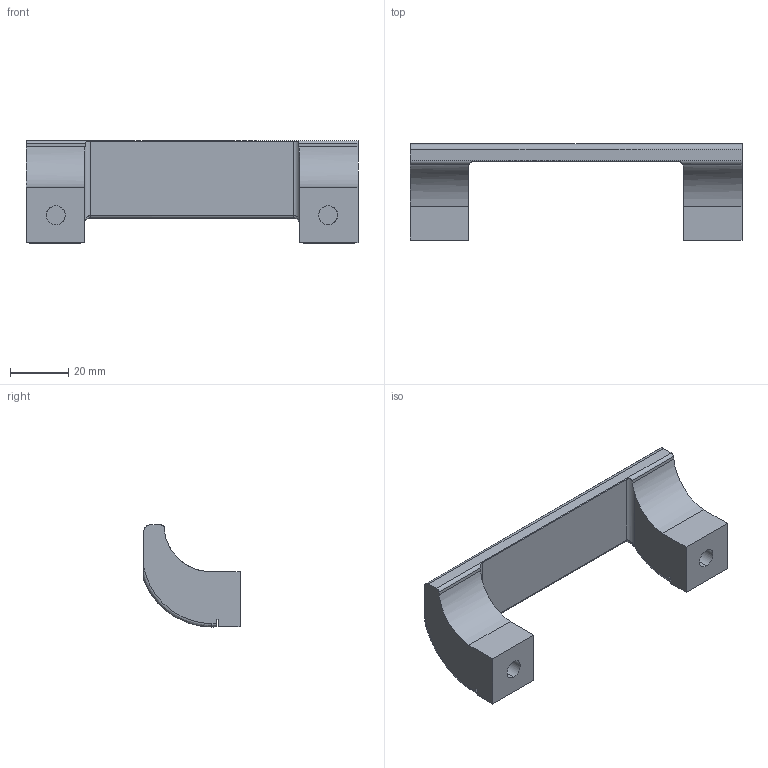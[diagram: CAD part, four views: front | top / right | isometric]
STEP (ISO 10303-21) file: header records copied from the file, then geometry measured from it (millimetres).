
FILE_DESCRIPTION (( 'STEP AP214' ), '1' );
FILE_NAME ('7310051', '2019-02-01T13:25:51', ( '' ), ('JUGARD+KÜNSTNER GmbH'), 'SwSTEP 2.0', 'SolidWorks 2017', '' );
FILE_SCHEMA (( 'AUTOMOTIVE_DESIGN' ));
Length unit declared in the file: millimetre
Products named in the file (1): 7310051_CNAJF00
Bounding box: 114 x 33 x 35.04 mm (x, y, z)
Volume: 37077.3 mm3; surface area: 12496.7 mm2
Topology: 1 solids, 1 shells, 60 faces, 153 edges, 99 vertices
Faces by surface type: plane 29, cylinder 22, bspline 9
Entity records: 3234 total; most frequent: CARTESIAN_POINT 1732, ORIENTED_EDGE 306, DIRECTION 237, EDGE_CURVE 153, VERTEX_POINT 99, VECTOR 83, LINE 83, AXIS2_PLACEMENT_3D 77
